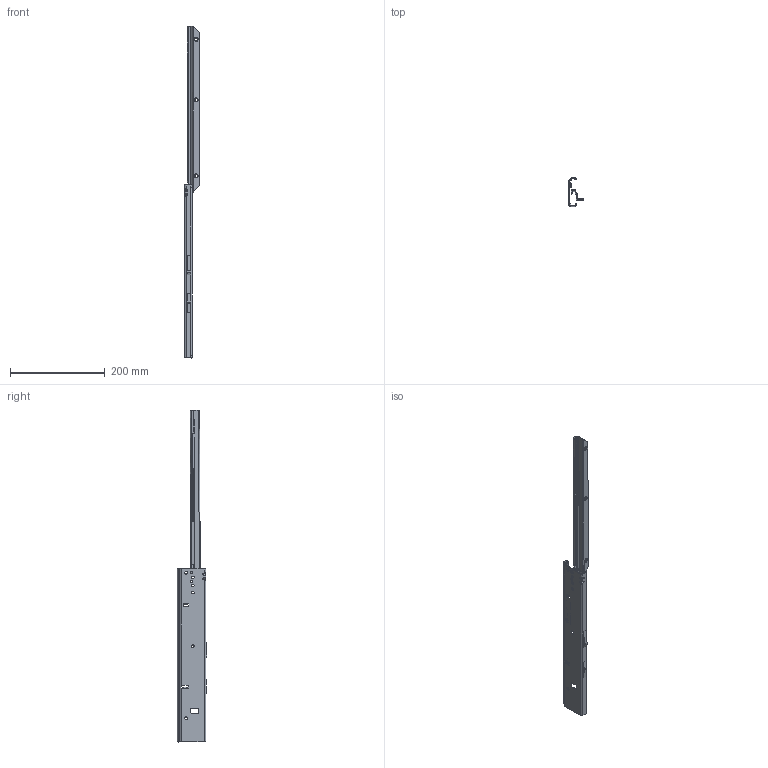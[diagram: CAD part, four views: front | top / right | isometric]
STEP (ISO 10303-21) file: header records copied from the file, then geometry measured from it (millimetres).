
FILE_DESCRIPTION (( 'STEP AP214' ), '1' );
FILE_NAME ('CS# 786.350-GA.L501_opeb.STEP', '2023-01-18T16:51:09', ( '' ), ( '' ), 'SwSTEP 2.0', 'SolidWorks 2020', '' );
FILE_SCHEMA (( 'AUTOMOTIVE_DESIGN' ));
Length unit declared in the file: millimetre
Products named in the file (6): CS# 785.XXX-01.L500_NL 350; CS# 786.350-GA.L501_opeb; PG-033; CS# 786.XXX-03.S048_NL 350; CS# 785.XXX-01.L500_NL 350 ohne SM
Assembly tree (5 placements, depth 3):
  CS# 786.350-GA.L501_opeb
    CS# 785.XXX-01.L500_NL 350 ohne SM
      CS# 785.XXX-01.L500_NL 350
      PG-033
    CS# 786.XXX-03.S048_NL 350
      CS# 786.XXX-03.S048_NL 350
Bounding box: 31.5 x 62.5 x 699.99 mm (x, y, z)
Volume: 70545.1 mm3; surface area: 98089.9 mm2
Topology: 3 solids, 3 shells, 1110 faces, 2867 edges, 1773 vertices
Faces by surface type: plane 477, bspline 239, cylinder 217, cone 84, torus 72, sphere 21
Entity records: 51723 total; most frequent: CARTESIAN_POINT 21715, ORIENTED_EDGE 5682, DIRECTION 4605, EDGE_CURVE 2841, VERTEX_POINT 1773, AXIS2_PLACEMENT_3D 1582, VECTOR 1441, LINE 1441
